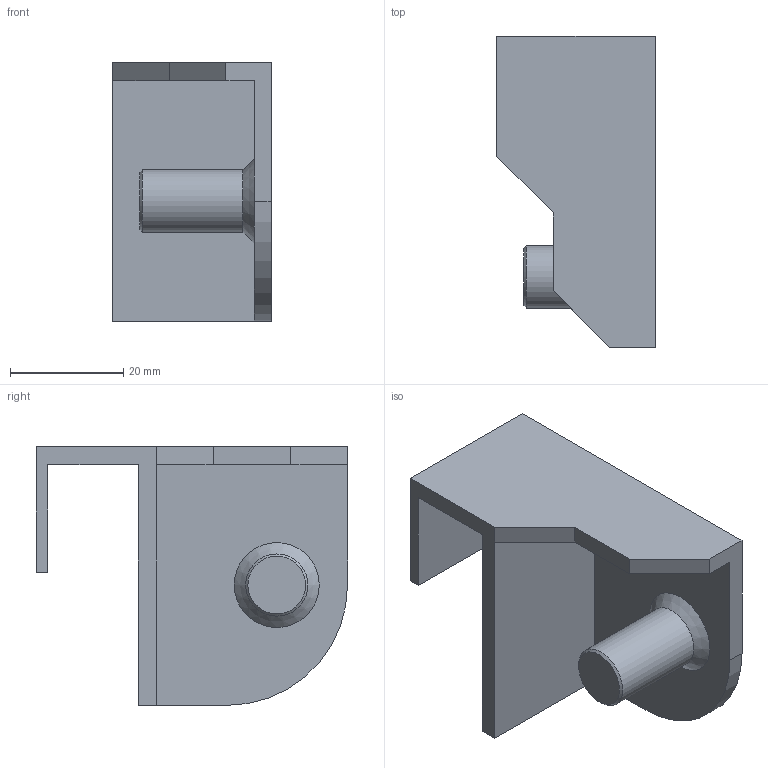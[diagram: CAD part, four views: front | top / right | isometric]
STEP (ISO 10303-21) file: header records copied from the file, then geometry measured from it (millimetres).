
FILE_DESCRIPTION(/* description */ ('Unknown','CAx-IF Rec.Pracs.---Representation and Presentation of Product Manufacturing Information (PMI)---4.0---2014-10-13','CAx-IF Rec.Pracs.---3D Tessellated Geometry---0.4---2014-09-14','2;1'),/* implementation_level */ '2;1');
FILE_NAME(/* name */ 'counter holder',/* time_stamp */ '2024-05-02T11:13:01+02:00',/* author */ ('Tim'),/* organization */ ('Unknown'),/* preprocessor_version */ 'ST-DEVELOPER v19.4',/* originating_system */ 'Solid Edge',/* authorisation */ 'Unknown');
FILE_SCHEMA (('AP242_MANAGED_MODEL_BASED_3D_ENGINEERING_MIM_LF { 1 0 10303 442 1 1 4 }'));
Length unit declared in the file: millimetre
Products named in the file (1): counter holder
Bounding box: 28 x 54.95 x 45.7 mm (x, y, z)
Volume: 14722.4 mm3; surface area: 9989.6 mm2
Topology: 1 solids, 1 shells, 21 faces, 53 edges, 35 vertices
Faces by surface type: plane 17, cylinder 2, cone 2
Full cylindrical faces by diameter (mm): 11 x1
Entity records: 620 total; most frequent: CARTESIAN_POINT 104, DIRECTION 100, ORIENTED_EDGE 96, EDGE_CURVE 48, LINE 42, VECTOR 42, VERTEX_POINT 33, AXIS2_PLACEMENT_3D 29
